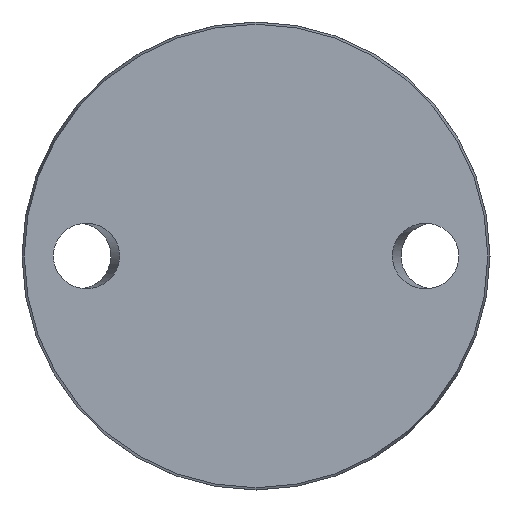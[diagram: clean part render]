
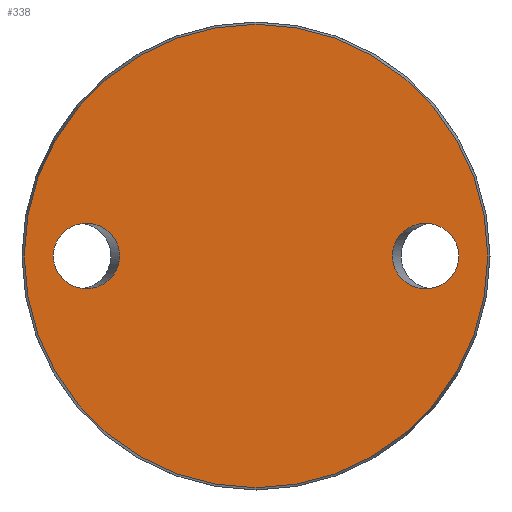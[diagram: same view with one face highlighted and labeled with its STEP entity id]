
A CAD part, front view. The second image highlights one B-rep face of the part: STEP entity #338.
In plain terms, the highlighted planar face has unit normal (0, -1, 0).
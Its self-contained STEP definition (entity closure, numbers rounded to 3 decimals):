
#5 = CARTESIAN_POINT ( 'NONE',  ( -34.385, 0., 16.5 ) ) ;
#16 = VERTEX_POINT ( 'NONE', #704 ) ;
#89 = CARTESIAN_POINT ( 'NONE',  ( 0., 0., -58.425 ) ) ;
#121 = ORIENTED_EDGE ( 'NONE', *, *, #688, .T. ) ;
#132 = DIRECTION ( 'NONE',  ( 0., 1., 0. ) ) ;
#150 = CARTESIAN_POINT ( 'NONE',  ( 51.115, 0., 0. ) ) ;
#153 = CARTESIAN_POINT ( 'NONE',  ( -51.115, 0., -16.5 ) ) ;
#187 = CARTESIAN_POINT ( 'NONE',  ( -34.385, 0., -16.5 ) ) ;
#192 =( BOUNDED_CURVE ( )  B_SPLINE_CURVE ( 3, ( #753, #699, #5, #317, #187, #153, #361 ),
 .UNSPECIFIED., .T., .T. ) 
 B_SPLINE_CURVE_WITH_KNOTS ( ( 4, 3, 4 ),
 ( 0., 3.142, 6.283 ),
 .UNSPECIFIED. ) 
 CURVE ( )  GEOMETRIC_REPRESENTATION_ITEM ( )  RATIONAL_B_SPLINE_CURVE ( ( 1., 0.333, 0.333, 1., 0.333, 0.333, 1. ) ) 
 REPRESENTATION_ITEM ( '' )  );
#195 = CIRCLE ( 'NONE', #658, 58.425 ) ;
#197 = PLANE ( 'NONE',  #308 ) ;
#205 = VERTEX_POINT ( 'NONE', #89 ) ;
#224 = EDGE_CURVE ( 'NONE', #16, #16, #334, .T. ) ;
#266 = DIRECTION ( 'NONE',  ( 0., -1., 0. ) ) ;
#308 = AXIS2_PLACEMENT_3D ( 'NONE', #447, #132, #393 ) ;
#317 = CARTESIAN_POINT ( 'NONE',  ( -34.385, 0., 0. ) ) ;
#334 =( BOUNDED_CURVE ( )  B_SPLINE_CURVE ( 3, ( #649, #512, #706, #569, #348, #585, #150 ),
 .UNSPECIFIED., .T., .T. ) 
 B_SPLINE_CURVE_WITH_KNOTS ( ( 4, 3, 4 ),
 ( 0., 3.142, 6.283 ),
 .UNSPECIFIED. ) 
 CURVE ( )  GEOMETRIC_REPRESENTATION_ITEM ( )  RATIONAL_B_SPLINE_CURVE ( ( 1., 0.333, 0.333, 1., 0.333, 0.333, 1. ) ) 
 REPRESENTATION_ITEM ( '' )  );
#338 = ADVANCED_FACE ( 'NONE', ( #501, #464, #754 ), #197, .F. ) ;
#343 = CARTESIAN_POINT ( 'NONE',  ( -51.115, 0., 0. ) ) ;
#348 = CARTESIAN_POINT ( 'NONE',  ( 34.385, 0., 16.5 ) ) ;
#361 = CARTESIAN_POINT ( 'NONE',  ( -51.115, 0., 0. ) ) ;
#393 = DIRECTION ( 'NONE',  ( 0., 0., 1. ) ) ;
#447 = CARTESIAN_POINT ( 'NONE',  ( -58.425, 0., 0. ) ) ;
#449 = ORIENTED_EDGE ( 'NONE', *, *, #224, .T. ) ;
#457 = CARTESIAN_POINT ( 'NONE',  ( 0., 0., 0. ) ) ;
#464 = FACE_BOUND ( 'NONE', #519, .T. ) ;
#501 = FACE_BOUND ( 'NONE', #522, .T. ) ;
#512 = CARTESIAN_POINT ( 'NONE',  ( 51.115, 0., -16.5 ) ) ;
#519 = EDGE_LOOP ( 'NONE', ( #449 ) ) ;
#522 = EDGE_LOOP ( 'NONE', ( #121 ) ) ;
#555 = DIRECTION ( 'NONE',  ( 0., 0., -1. ) ) ;
#569 = CARTESIAN_POINT ( 'NONE',  ( 34.385, 0., 0. ) ) ;
#585 = CARTESIAN_POINT ( 'NONE',  ( 51.115, 0., 16.5 ) ) ;
#588 = VERTEX_POINT ( 'NONE', #343 ) ;
#619 = EDGE_CURVE ( 'NONE', #205, #205, #195, .T. ) ;
#649 = CARTESIAN_POINT ( 'NONE',  ( 51.115, 0., 0. ) ) ;
#658 = AXIS2_PLACEMENT_3D ( 'NONE', #457, #266, #555 ) ;
#688 = EDGE_CURVE ( 'NONE', #588, #588, #192, .T. ) ;
#699 = CARTESIAN_POINT ( 'NONE',  ( -51.115, 0., 16.5 ) ) ;
#704 = CARTESIAN_POINT ( 'NONE',  ( 51.115, 0., 0. ) ) ;
#706 = CARTESIAN_POINT ( 'NONE',  ( 34.385, 0., -16.5 ) ) ;
#753 = CARTESIAN_POINT ( 'NONE',  ( -51.115, 0., 0. ) ) ;
#754 = FACE_OUTER_BOUND ( 'NONE', #776, .T. ) ;
#771 = ORIENTED_EDGE ( 'NONE', *, *, #619, .T. ) ;
#776 = EDGE_LOOP ( 'NONE', ( #771 ) ) ;
